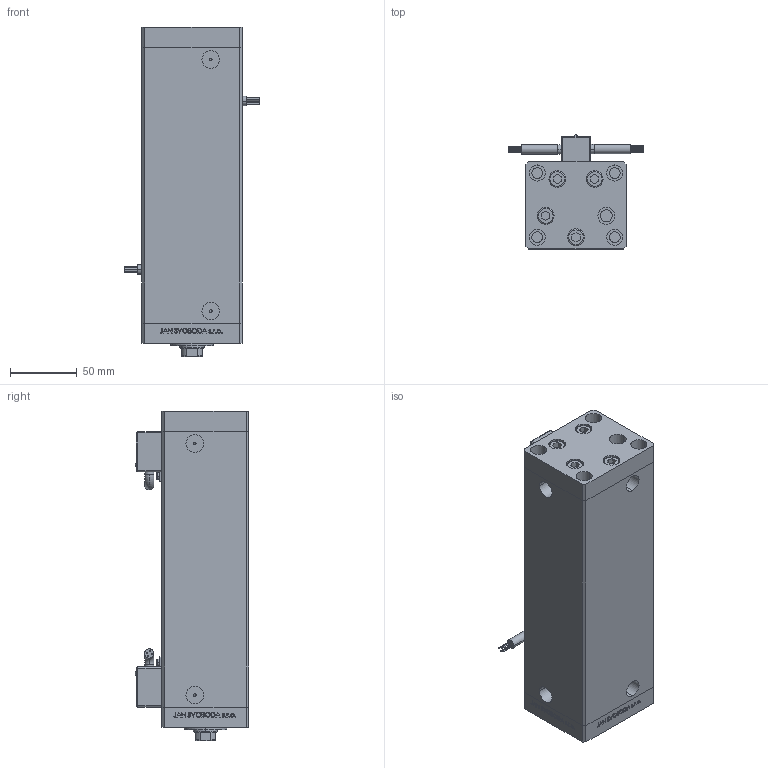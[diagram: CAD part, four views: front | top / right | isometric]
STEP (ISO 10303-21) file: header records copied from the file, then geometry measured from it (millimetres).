
FILE_DESCRIPTION (( 'STEP AP203' ), '1' );
FILE_NAME ('d528.STEP', '2024-01-24T11:32:34', ( '' ), ( '' ), 'SwSTEP 2.0', 'SolidWorks 2019', '' );
FILE_SCHEMA (( 'CONFIG_CONTROL_DESIGN' ));
Length unit declared in the file: millimetre
Products named in the file (7): d528; Magnetic_Switch_MSU4 640df7934c84f4cdc5512167aa55d6de; V220C BACK_C 640df7934c84f4cdc5512167aa55d6de; V220C FRONT 640df7934c84f4cdc5512167aa55d6de; ALLEN BOLT 640df7934c84f4cdc5512167aa55d6de; V220C_C MIDDLE 640df7934c84f4cdc5512167aa55d6de; V220C_VC_C 640df7934c84f4cdc5512167aa55d6de
Assembly tree (15 placements, depth 2):
  d528
    ALLEN BOLT 640df7934c84f4cdc5512167aa55d6de  x9
    V220C_C MIDDLE 640df7934c84f4cdc5512167aa55d6de
    V220C FRONT 640df7934c84f4cdc5512167aa55d6de
    Magnetic_Switch_MSU4 640df7934c84f4cdc5512167aa55d6de  x2
    V220C_VC_C 640df7934c84f4cdc5512167aa55d6de
    V220C BACK_C 640df7934c84f4cdc5512167aa55d6de
Bounding box: 101.6 x 85.1 x 246 mm (x, y, z)
Volume: 996121.4 mm3; surface area: 190693.5 mm2
Topology: 15 solids, 17 shells, 1387 faces, 3381 edges, 2193 vertices
Faces by surface type: plane 624, bspline 380, cylinder 265, torus 48, cone 46, sphere 24
Entity records: 52729 total; most frequent: CARTESIAN_POINT 27335, ORIENTED_EDGE 5548, DIRECTION 3898, EDGE_CURVE 2774, VERTEX_POINT 1832, VECTOR 1580, LINE 1580, EDGE_LOOP 1312
